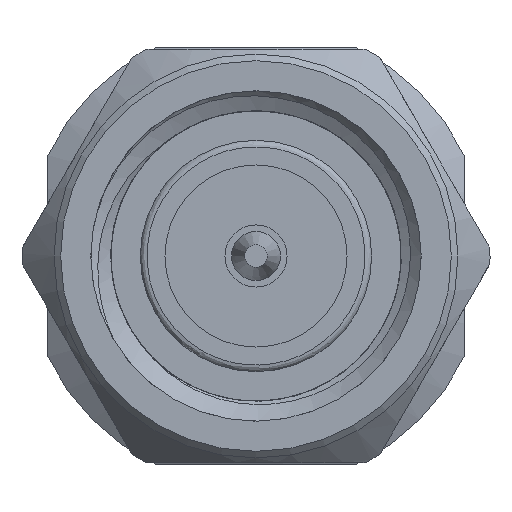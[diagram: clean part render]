
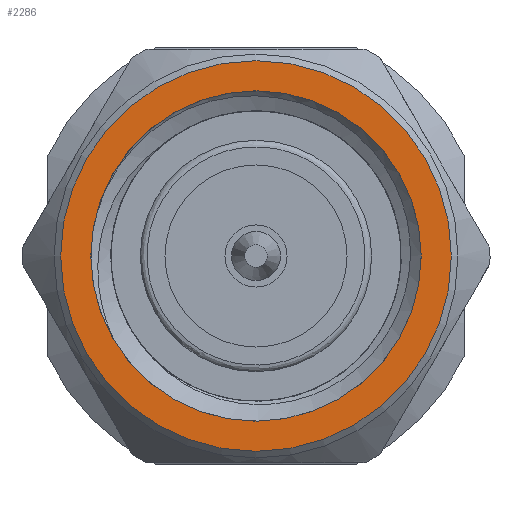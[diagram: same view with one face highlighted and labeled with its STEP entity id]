
A CAD part, left-side view. The second image highlights one B-rep face of the part: STEP entity #2286.
In plain terms, the highlighted planar face has unit normal (-1, 0, 0).
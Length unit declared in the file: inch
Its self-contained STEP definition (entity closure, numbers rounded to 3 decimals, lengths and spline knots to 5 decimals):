
#45 = VERTEX_POINT ( 'NONE', #1469 ) ;
#54 = DIRECTION ( 'NONE',  ( 0., 0., -1. ) ) ;
#281 = FACE_OUTER_BOUND ( 'NONE', #2386, .T. ) ;
#622 = CIRCLE ( 'NONE', #1162, 0.14779 ) ;
#913 = CIRCLE ( 'NONE', #1798, 0.125 ) ;
#1162 = AXIS2_PLACEMENT_3D ( 'NONE', #1908, #2372, #2388 ) ;
#1212 = FACE_BOUND ( 'NONE', #1384, .T. ) ;
#1229 = PLANE ( 'NONE',  #1816 ) ;
#1384 = EDGE_LOOP ( 'NONE', ( #2194 ) ) ;
#1410 = ORIENTED_EDGE ( 'NONE', *, *, #2509, .F. ) ;
#1429 = DIRECTION ( 'NONE',  ( 1., 0., 0. ) ) ;
#1469 = CARTESIAN_POINT ( 'NONE',  ( 0., 0.0739, -0.12799 ) ) ;
#1473 = DIRECTION ( 'NONE',  ( 0., -0.5, 0.866 ) ) ;
#1644 = VERTEX_POINT ( 'NONE', #2157 ) ;
#1707 = DIRECTION ( 'NONE',  ( 1., 0., 0. ) ) ;
#1798 = AXIS2_PLACEMENT_3D ( 'NONE', #2621, #1429, #1473 ) ;
#1816 = AXIS2_PLACEMENT_3D ( 'NONE', #2169, #1707, #54 ) ;
#1908 = CARTESIAN_POINT ( 'NONE',  ( 0., 0., 0. ) ) ;
#2157 = CARTESIAN_POINT ( 'NONE',  ( 0., -0.0625, 0.10825 ) ) ;
#2169 = CARTESIAN_POINT ( 'NONE',  ( 0., 0., 0. ) ) ;
#2194 = ORIENTED_EDGE ( 'NONE', *, *, #2513, .T. ) ;
#2286 = ADVANCED_FACE ( 'NONE', ( #1212, #281 ), #1229, .F. ) ;
#2372 = DIRECTION ( 'NONE',  ( 1., 0., 0. ) ) ;
#2386 = EDGE_LOOP ( 'NONE', ( #1410 ) ) ;
#2388 = DIRECTION ( 'NONE',  ( 0., 0.5, -0.866 ) ) ;
#2509 = EDGE_CURVE ( 'NONE', #45, #45, #622, .T. ) ;
#2513 = EDGE_CURVE ( 'NONE', #1644, #1644, #913, .T. ) ;
#2621 = CARTESIAN_POINT ( 'NONE',  ( 0., 0., 0. ) ) ;
